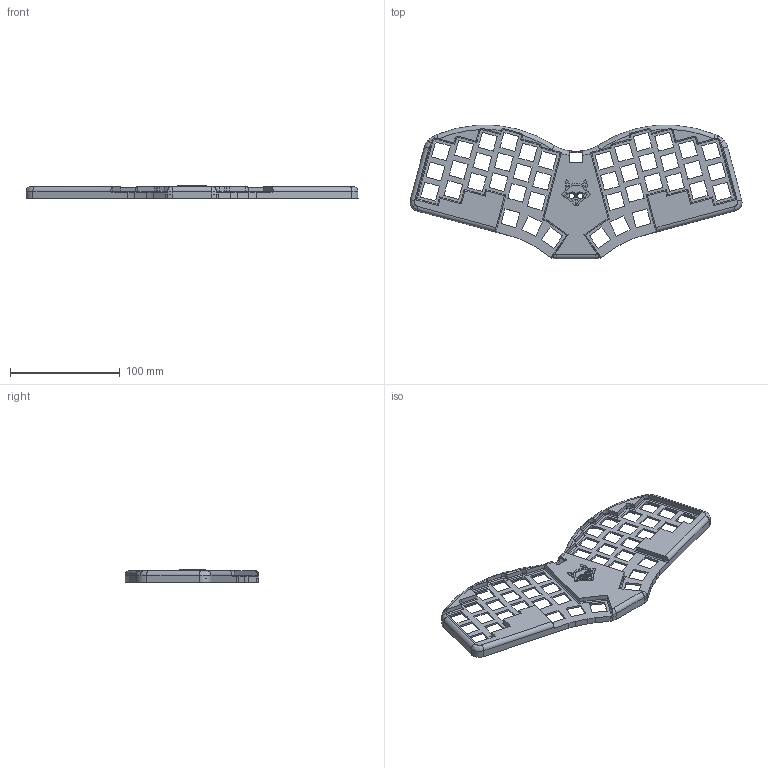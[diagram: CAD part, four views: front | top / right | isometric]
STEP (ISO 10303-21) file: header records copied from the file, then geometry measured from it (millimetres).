
FILE_DESCRIPTION(/* description */ (''),/* implementation_level */ '2;1');
FILE_NAME(/* name */ 'ffkb-lite-6-fox-logo-body.step',/* time_stamp */ '2023-04-25T16:13:39-07:00',/* author */ (''),/* organization */ (''),/* preprocessor_version */ 'ST-DEVELOPER v19.2',/* originating_system */ 'Autodesk Translation Framework v12.4.0.73',/* authorisation */ '');
FILE_SCHEMA (('AUTOMOTIVE_DESIGN { 1 0 10303 214 3 1 1 }'));
Length unit declared in the file: millimetre
Products named in the file (1): ffkb-lite-6-body
Bounding box: 302.69 x 121.97 x 11.8 mm (x, y, z)
Volume: 75492.7 mm3; surface area: 55511.6 mm2
Topology: 1 solids, 1 shells, 512 faces, 1405 edges, 912 vertices
Faces by surface type: plane 313, cylinder 116, bspline 64, torus 19
Full cylindrical faces by diameter (mm): 3.5 x11, 5 x2
Entity records: 17583 total; most frequent: CARTESIAN_POINT 4692, ORIENTED_EDGE 2810, DIRECTION 2365, EDGE_CURVE 1405, LINE 1025, VECTOR 1025, VERTEX_POINT 912, AXIS2_PLACEMENT_3D 670
